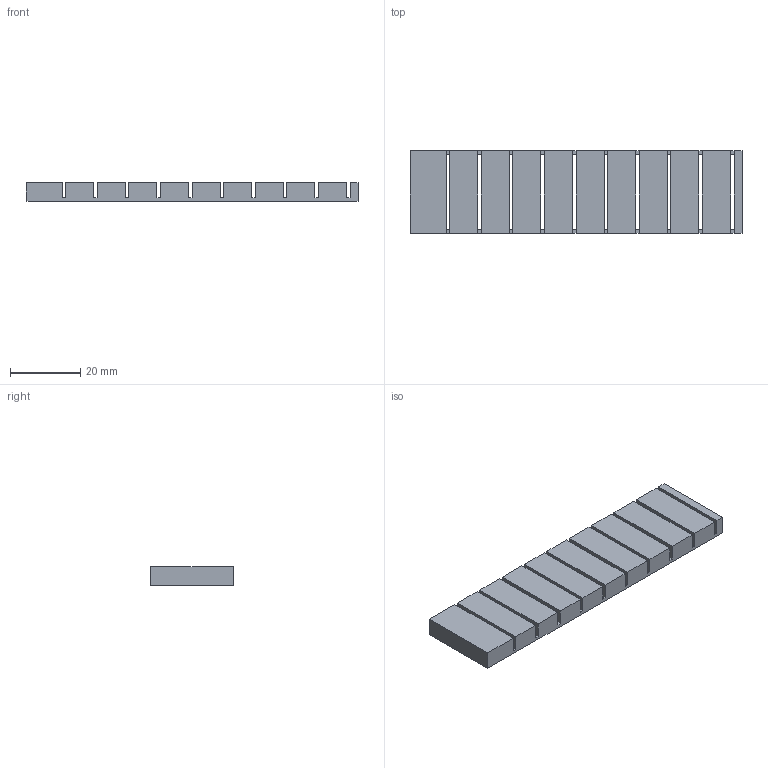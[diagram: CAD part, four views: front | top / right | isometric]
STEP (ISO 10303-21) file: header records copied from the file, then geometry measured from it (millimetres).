
FILE_DESCRIPTION(('HOOPS Exchange Step'),'2;1');
FILE_NAME('temp_export','2025-12-25T09:19:43-05:00',('jscotto'),('Shapr3D Limited'),'HOOPS Exchange 2025.7','Shapr3D','Authorized');
FILE_SCHEMA( ('AP242_MANAGED_MODEL_BASED_3D_ENGINEERING_MIM_LF {1 0 10303 442 1 1 4}') );
Length unit declared in the file: millimetre
Products named in the file (1): Lid
Bounding box: 94.5 x 23.5 x 5.4 mm (x, y, z)
Volume: 3232.5 mm3; surface area: 6700.3 mm2
Topology: 1 solids, 1 shells, 90 faces, 324 edges, 216 vertices
Faces by surface type: plane 90
Entity records: 3464 total; most frequent: ORIENTED_EDGE 648, CARTESIAN_POINT 632, DIRECTION 508, VECTOR 324, LINE 324, EDGE_CURVE 324, VERTEX_POINT 216, AXIS2_PLACEMENT_3D 92
